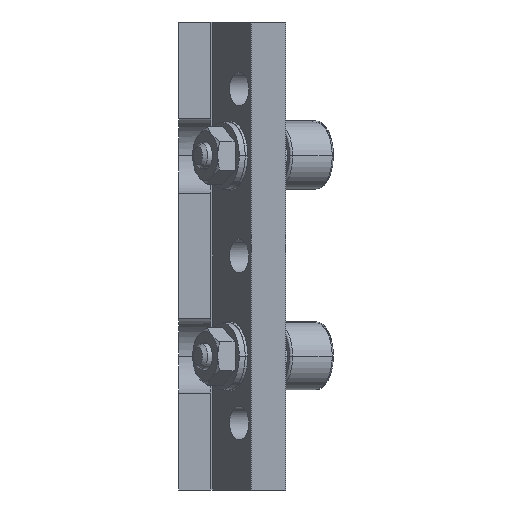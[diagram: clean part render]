
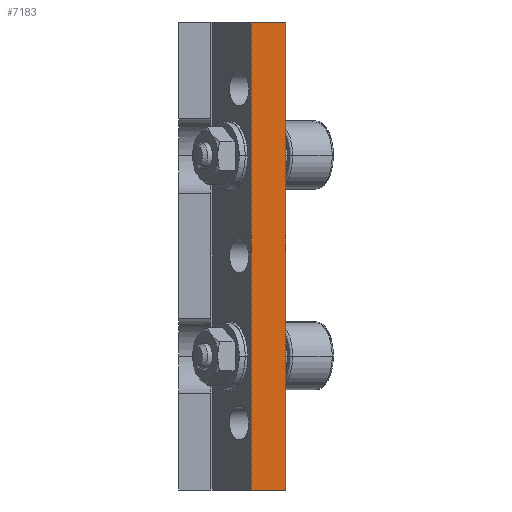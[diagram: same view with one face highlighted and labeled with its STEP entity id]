
A CAD part, left-side view. The second image highlights one B-rep face of the part: STEP entity #7183.
In plain terms, the highlighted planar face has unit normal (-1, 0, 0).
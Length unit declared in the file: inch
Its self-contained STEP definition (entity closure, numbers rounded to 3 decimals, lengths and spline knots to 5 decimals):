
#544 = CARTESIAN_POINT ( 'NONE',  ( -1., -0.113, -1.75 ) ) ;
#815 = DIRECTION ( 'NONE',  ( 0., 0., 1. ) ) ;
#853 = VECTOR ( 'NONE', #5896, 39.37008 ) ;
#2057 = CARTESIAN_POINT ( 'NONE',  ( -1., 0.145, 1.75 ) ) ;
#2710 = ORIENTED_EDGE ( 'NONE', *, *, #3972, .F. ) ;
#3516 = EDGE_CURVE ( 'NONE', #8764, #5952, #14481, .T. ) ;
#3701 = CARTESIAN_POINT ( 'NONE',  ( -1., 0.145, -1.75 ) ) ;
#3760 = EDGE_LOOP ( 'NONE', ( #6381, #2710, #14204, #13785 ) ) ;
#3972 = EDGE_CURVE ( 'NONE', #11035, #8764, #10783, .T. ) ;
#4033 = AXIS2_PLACEMENT_3D ( 'NONE', #4045, #11223, #14136 ) ;
#4045 = CARTESIAN_POINT ( 'NONE',  ( -1., -0.113, -1.75 ) ) ;
#4384 = CARTESIAN_POINT ( 'NONE',  ( -1., -0.113, 1.75 ) ) ;
#5896 = DIRECTION ( 'NONE',  ( 0., -1., 0. ) ) ;
#5952 = VERTEX_POINT ( 'NONE', #4384 ) ;
#6245 = DIRECTION ( 'NONE',  ( 0., 0., 1. ) ) ;
#6300 = VECTOR ( 'NONE', #13261, 39.37008 ) ;
#6381 = ORIENTED_EDGE ( 'NONE', *, *, #3516, .F. ) ;
#6551 = EDGE_CURVE ( 'NONE', #14848, #5952, #14999, .T. ) ;
#7100 = CARTESIAN_POINT ( 'NONE',  ( -1., -0.113, 1.75 ) ) ;
#7183 = ADVANCED_FACE ( 'NONE', ( #14215 ), #17194, .T. ) ;
#7661 = CARTESIAN_POINT ( 'NONE',  ( -1., -0.113, -1.75 ) ) ;
#8764 = VERTEX_POINT ( 'NONE', #2057 ) ;
#9731 = VECTOR ( 'NONE', #815, 39.37008 ) ;
#10783 = LINE ( 'NONE', #3701, #9731 ) ;
#11035 = VERTEX_POINT ( 'NONE', #16887 ) ;
#11223 = DIRECTION ( 'NONE',  ( -1., 0., 0. ) ) ;
#12666 = VECTOR ( 'NONE', #6245, 39.37008 ) ;
#12905 = LINE ( 'NONE', #7661, #6300 ) ;
#13261 = DIRECTION ( 'NONE',  ( 0., -1., 0. ) ) ;
#13785 = ORIENTED_EDGE ( 'NONE', *, *, #6551, .T. ) ;
#14136 = DIRECTION ( 'NONE',  ( 0., -1., 0. ) ) ;
#14204 = ORIENTED_EDGE ( 'NONE', *, *, #16456, .T. ) ;
#14215 = FACE_OUTER_BOUND ( 'NONE', #3760, .T. ) ;
#14481 = LINE ( 'NONE', #7100, #853 ) ;
#14848 = VERTEX_POINT ( 'NONE', #15611 ) ;
#14999 = LINE ( 'NONE', #544, #12666 ) ;
#15611 = CARTESIAN_POINT ( 'NONE',  ( -1., -0.113, -1.75 ) ) ;
#16456 = EDGE_CURVE ( 'NONE', #11035, #14848, #12905, .T. ) ;
#16887 = CARTESIAN_POINT ( 'NONE',  ( -1., 0.145, -1.75 ) ) ;
#17194 = PLANE ( 'NONE',  #4033 ) ;
